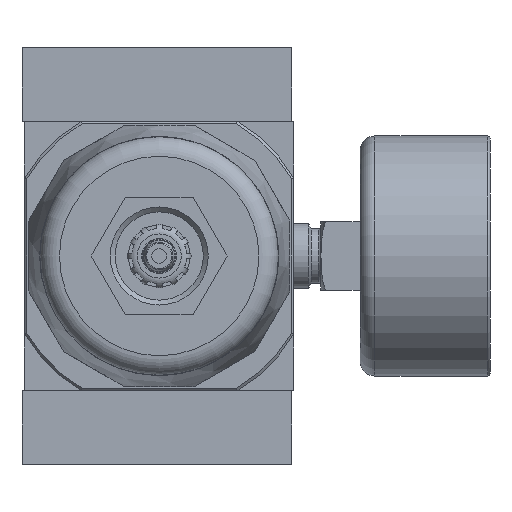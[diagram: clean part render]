
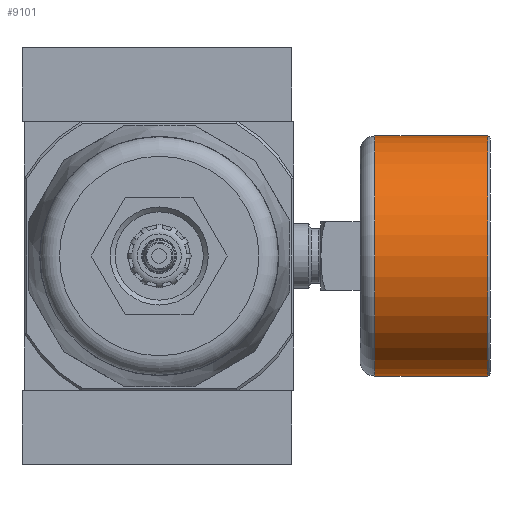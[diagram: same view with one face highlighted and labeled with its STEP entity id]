
A CAD part, front view. The second image highlights one B-rep face of the part: STEP entity #9101.
In plain terms, the highlighted cylindrical face has radius 24.5 mm (diameter 49 mm), a full revolution.
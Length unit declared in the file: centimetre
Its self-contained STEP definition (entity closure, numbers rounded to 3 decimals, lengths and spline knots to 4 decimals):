
#1757=CYLINDRICAL_SURFACE($,#10197,2.45);
#1945=FACE_BOUND($,#3229,.T.);
#2479=FACE_OUTER_BOUND($,#3228,.T.);
#3228=EDGE_LOOP($,(#8156));
#3229=EDGE_LOOP($,(#8157));
#3802=CIRCLE($,#10196,2.45);
#3803=CIRCLE($,#10198,2.45);
#4617=VERTEX_POINT($,#16694);
#4618=VERTEX_POINT($,#16697);
#5829=EDGE_CURVE($,#4617,#4617,#3802,.T.);
#5830=EDGE_CURVE($,#4618,#4618,#3803,.T.);
#8156=ORIENTED_EDGE($,*,*,#5830,.F.);
#8157=ORIENTED_EDGE($,*,*,#5829,.T.);
#9101=ADVANCED_FACE($,(#2479,#1945),#1757,.T.);
#10196=AXIS2_PLACEMENT_3D($,#16695,#12735,#12736);
#10197=AXIS2_PLACEMENT_3D($,#16696,#12737,#12738);
#10198=AXIS2_PLACEMENT_3D($,#16698,#12739,#12740);
#12735=DIRECTION('center_axis',(-1.,0.,0.));
#12736=DIRECTION('ref_axis',(0.,0.,-1.));
#12737=DIRECTION('center_axis',(1.,0.,0.));
#12738=DIRECTION('ref_axis',(0.,0.,-1.));
#12739=DIRECTION('center_axis',(-1.,0.,0.));
#12740=DIRECTION('ref_axis',(0.,0.,-1.));
#16694=CARTESIAN_POINT('',(6.7,0.,-2.45));
#16695=CARTESIAN_POINT('Origin',(6.7,0.,0.));
#16696=CARTESIAN_POINT('Origin',(4.1,0.,0.));
#16697=CARTESIAN_POINT('',(4.4,0.,-2.45));
#16698=CARTESIAN_POINT('Origin',(4.4,0.,0.));
